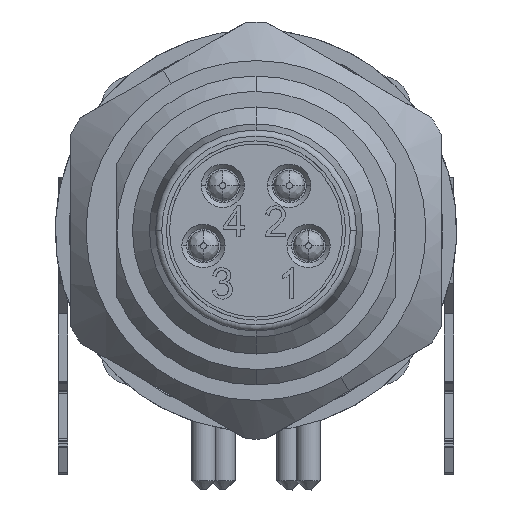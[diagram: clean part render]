
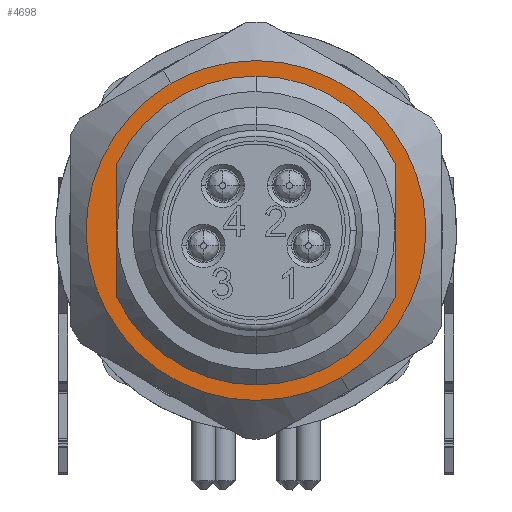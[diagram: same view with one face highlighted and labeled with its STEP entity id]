
A CAD part, front view. The second image highlights one B-rep face of the part: STEP entity #4698.
In plain terms, the highlighted planar face has unit normal (0, -1, 0).
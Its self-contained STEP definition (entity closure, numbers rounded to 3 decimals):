
#4530=AXIS2_PLACEMENT_3D('Circle Axis2P3D',#4528,#4529,$) ;
#4543=AXIS2_PLACEMENT_3D('Circle Axis2P3D',#4541,#4542,$) ;
#4601=AXIS2_PLACEMENT_3D('Circle Axis2P3D',#4599,#4600,$) ;
#4614=AXIS2_PLACEMENT_3D('Circle Axis2P3D',#4612,#4613,$) ;
#4628=AXIS2_PLACEMENT_3D('Plane Axis2P3D',#4625,#4626,#4627) ;
#4488=CARTESIAN_POINT('Line Origine',(2.,8.,8.4)) ;
#4492=CARTESIAN_POINT('Vertex',(2.,8.,10.579)) ;
#4494=CARTESIAN_POINT('Vertex',(2.,8.,6.221)) ;
#4525=CARTESIAN_POINT('Vertex',(6.5,8.,3.4)) ;
#4528=CARTESIAN_POINT('Axis2P3D Location',(6.5,8.,8.4)) ;
#4541=CARTESIAN_POINT('Axis2P3D Location',(6.5,8.,8.4)) ;
#4545=CARTESIAN_POINT('Vertex',(11.,8.,6.221)) ;
#4566=CARTESIAN_POINT('Line Origine',(11.,8.,8.4)) ;
#4570=CARTESIAN_POINT('Vertex',(11.,8.,10.579)) ;
#4596=CARTESIAN_POINT('Vertex',(6.5,8.,13.4)) ;
#4599=CARTESIAN_POINT('Axis2P3D Location',(6.5,8.,8.4)) ;
#4612=CARTESIAN_POINT('Axis2P3D Location',(6.5,8.,8.4)) ;
#4625=CARTESIAN_POINT('Axis2P3D Location',(6.5,8.,8.4)) ;
#4631=CARTESIAN_POINT('Control Point',(9.25,8.,3.637)) ;
#4632=CARTESIAN_POINT('Control Point',(9.747,8.,3.924)) ;
#4633=CARTESIAN_POINT('Control Point',(10.207,8.,4.276)) ;
#4634=CARTESIAN_POINT('Control Point',(10.619,8.,4.687)) ;
#4635=CARTESIAN_POINT('Control Point',(11.324,8.,5.606)) ;
#4636=CARTESIAN_POINT('Control Point',(11.77,8.,6.675)) ;
#4637=CARTESIAN_POINT('Control Point',(11.922,8.,7.236)) ;
#4638=CARTESIAN_POINT('Control Point',(12.075,8.,8.385)) ;
#4639=CARTESIAN_POINT('Control Point',(11.928,8.,9.534)) ;
#4640=CARTESIAN_POINT('Control Point',(11.78,8.,10.096)) ;
#4641=CARTESIAN_POINT('Control Point',(11.34,8.,11.168)) ;
#4642=CARTESIAN_POINT('Control Point',(10.639,8.,12.09)) ;
#4643=CARTESIAN_POINT('Control Point',(10.23,8.,12.503)) ;
#4644=CARTESIAN_POINT('Control Point',(9.314,8.,13.213)) ;
#4645=CARTESIAN_POINT('Control Point',(8.247,8.,13.663)) ;
#4646=CARTESIAN_POINT('Control Point',(7.686,8.,13.817)) ;
#4647=CARTESIAN_POINT('Control Point',(6.538,8.,13.975)) ;
#4648=CARTESIAN_POINT('Control Point',(5.388,8.,13.833)) ;
#4649=CARTESIAN_POINT('Control Point',(4.826,8.,13.687)) ;
#4650=CARTESIAN_POINT('Control Point',(4.281,8.,13.465)) ;
#4651=CARTESIAN_POINT('Control Point',(3.774,8.,13.177)) ;
#4652=CARTESIAN_POINT('Control Point',(3.766,8.,13.172)) ;
#4653=CARTESIAN_POINT('Control Point',(3.758,8.,13.168)) ;
#4654=CARTESIAN_POINT('Control Point',(3.75,8.,13.163)) ;
#4655=CARTESIAN_POINT('Vertex',(9.25,8.,3.637)) ;
#4657=CARTESIAN_POINT('Vertex',(3.75,8.,13.163)) ;
#4661=CARTESIAN_POINT('Control Point',(3.75,8.,13.163)) ;
#4662=CARTESIAN_POINT('Control Point',(3.253,8.,12.876)) ;
#4663=CARTESIAN_POINT('Control Point',(2.793,8.,12.524)) ;
#4664=CARTESIAN_POINT('Control Point',(2.381,8.,12.113)) ;
#4665=CARTESIAN_POINT('Control Point',(1.676,8.,11.194)) ;
#4666=CARTESIAN_POINT('Control Point',(1.23,8.,10.125)) ;
#4667=CARTESIAN_POINT('Control Point',(1.078,8.,9.564)) ;
#4668=CARTESIAN_POINT('Control Point',(0.925,8.,8.415)) ;
#4669=CARTESIAN_POINT('Control Point',(1.072,8.,7.266)) ;
#4670=CARTESIAN_POINT('Control Point',(1.22,8.,6.704)) ;
#4671=CARTESIAN_POINT('Control Point',(1.66,8.,5.632)) ;
#4672=CARTESIAN_POINT('Control Point',(2.361,8.,4.71)) ;
#4673=CARTESIAN_POINT('Control Point',(2.77,8.,4.297)) ;
#4674=CARTESIAN_POINT('Control Point',(3.686,8.,3.587)) ;
#4675=CARTESIAN_POINT('Control Point',(4.753,8.,3.137)) ;
#4676=CARTESIAN_POINT('Control Point',(5.314,8.,2.983)) ;
#4677=CARTESIAN_POINT('Control Point',(6.462,8.,2.825)) ;
#4678=CARTESIAN_POINT('Control Point',(7.612,8.,2.967)) ;
#4679=CARTESIAN_POINT('Control Point',(8.174,8.,3.113)) ;
#4680=CARTESIAN_POINT('Control Point',(8.719,8.,3.335)) ;
#4681=CARTESIAN_POINT('Control Point',(9.226,8.,3.623)) ;
#4682=CARTESIAN_POINT('Control Point',(9.234,8.,3.628)) ;
#4683=CARTESIAN_POINT('Control Point',(9.242,8.,3.632)) ;
#4684=CARTESIAN_POINT('Control Point',(9.25,8.,3.637)) ;
#4489=DIRECTION('Vector Direction',(0.,0.,-1.)) ;
#4529=DIRECTION('Axis2P3D Direction',(0.,-1.,0.)) ;
#4542=DIRECTION('Axis2P3D Direction',(0.,-1.,0.)) ;
#4567=DIRECTION('Vector Direction',(0.,0.,1.)) ;
#4600=DIRECTION('Axis2P3D Direction',(0.,-1.,0.)) ;
#4613=DIRECTION('Axis2P3D Direction',(0.,-1.,0.)) ;
#4626=DIRECTION('Axis2P3D Direction',(0.,1.,0.)) ;
#4627=DIRECTION('Axis2P3D XDirection',(0.866,0.,0.5)) ;
#4490=VECTOR('Line Direction',#4489,1.) ;
#4568=VECTOR('Line Direction',#4567,1.) ;
#4687=ORIENTED_EDGE('',*,*,#4659,.T.) ;
#4688=ORIENTED_EDGE('',*,*,#4685,.T.) ;
#4691=ORIENTED_EDGE('',*,*,#4572,.F.) ;
#4692=ORIENTED_EDGE('',*,*,#4547,.F.) ;
#4693=ORIENTED_EDGE('',*,*,#4532,.F.) ;
#4694=ORIENTED_EDGE('',*,*,#4496,.F.) ;
#4695=ORIENTED_EDGE('',*,*,#4616,.F.) ;
#4696=ORIENTED_EDGE('',*,*,#4603,.F.) ;
#4697=FACE_BOUND('',#4690,.T.) ;
#4698=ADVANCED_FACE('Hauptk\X2\00F6\X0\rper.1',(#4689,#4697),#4629,.F.) ;
#4630=B_SPLINE_CURVE_WITH_KNOTS('',5,(#4631,#4632,#4633,#4634,#4635,#4636,#4637,#4638,#4639,#4640,#4641,#4642,#4643,#4644,#4645,#4646,#4647,#4648,#4649,#4650,#4651,#4652,#4653,#4654),.UNSPECIFIED.,.F.,.U.,(6,3,3,3,3,3,3,6),(0.,4.073,8.147,12.22,16.293,20.367,24.44,24.504),.UNSPECIFIED.) ;
#4660=B_SPLINE_CURVE_WITH_KNOTS('',5,(#4661,#4662,#4663,#4664,#4665,#4666,#4667,#4668,#4669,#4670,#4671,#4672,#4673,#4674,#4675,#4676,#4677,#4678,#4679,#4680,#4681,#4682,#4683,#4684),.UNSPECIFIED.,.F.,.U.,(6,3,3,3,3,3,3,6),(0.,4.073,8.147,12.22,16.293,20.367,24.44,24.504),.UNSPECIFIED.) ;
#4531=CIRCLE('generated circle',#4530,5.) ;
#4544=CIRCLE('generated circle',#4543,5.) ;
#4602=CIRCLE('generated circle',#4601,5.) ;
#4615=CIRCLE('generated circle',#4614,5.) ;
#4496=EDGE_CURVE('',#4493,#4495,#4491,.T.) ;
#4532=EDGE_CURVE('',#4495,#4526,#4531,.T.) ;
#4547=EDGE_CURVE('',#4526,#4546,#4544,.T.) ;
#4572=EDGE_CURVE('',#4546,#4571,#4569,.T.) ;
#4603=EDGE_CURVE('',#4571,#4597,#4602,.T.) ;
#4616=EDGE_CURVE('',#4597,#4493,#4615,.T.) ;
#4659=EDGE_CURVE('',#4656,#4658,#4630,.T.) ;
#4685=EDGE_CURVE('',#4658,#4656,#4660,.T.) ;
#4686=EDGE_LOOP('',(#4687,#4688)) ;
#4690=EDGE_LOOP('',(#4691,#4692,#4693,#4694,#4695,#4696)) ;
#4689=FACE_OUTER_BOUND('',#4686,.T.) ;
#4491=LINE('Line',#4488,#4490) ;
#4569=LINE('Line',#4566,#4568) ;
#4629=PLANE('',#4628) ;
#4493=VERTEX_POINT('',#4492) ;
#4495=VERTEX_POINT('',#4494) ;
#4526=VERTEX_POINT('',#4525) ;
#4546=VERTEX_POINT('',#4545) ;
#4571=VERTEX_POINT('',#4570) ;
#4597=VERTEX_POINT('',#4596) ;
#4656=VERTEX_POINT('',#4655) ;
#4658=VERTEX_POINT('',#4657) ;
